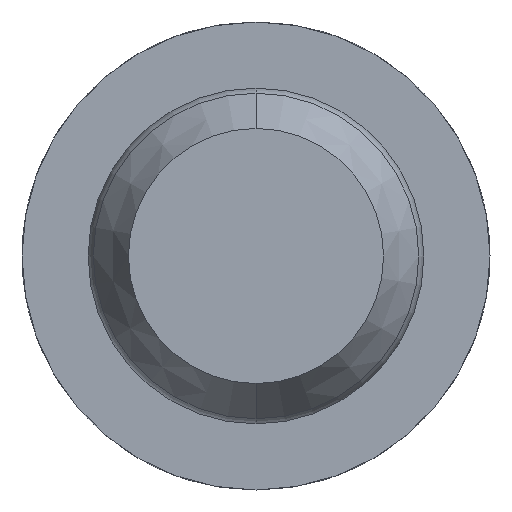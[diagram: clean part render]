
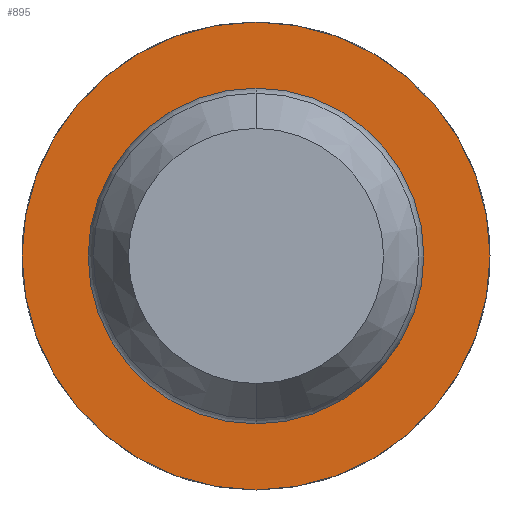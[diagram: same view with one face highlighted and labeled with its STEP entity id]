
A CAD part, front view. The second image highlights one B-rep face of the part: STEP entity #895.
In plain terms, the highlighted planar face has unit normal (0, -1, 0).
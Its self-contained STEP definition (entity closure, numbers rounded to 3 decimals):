
#19 = CARTESIAN_POINT ( 'NONE',  ( 0., -10.5, -1.15 ) ) ;
#146 = AXIS2_PLACEMENT_3D ( 'NONE', #420, #739, #1371 ) ;
#183 = VERTEX_POINT ( 'NONE', #3760 ) ;
#226 = CARTESIAN_POINT ( 'NONE',  ( 0., -10.5, 0. ) ) ;
#420 = CARTESIAN_POINT ( 'NONE',  ( 0., -10.5, 0. ) ) ;
#501 = CIRCLE ( 'NONE', #1408, 1.15 ) ;
#519 = DIRECTION ( 'NONE',  ( 0., 1., 0. ) ) ;
#561 = AXIS2_PLACEMENT_3D ( 'NONE', #1960, #2598, #2901 ) ;
#696 = CIRCLE ( 'NONE', #2243, 0.825 ) ;
#739 = DIRECTION ( 'NONE',  ( 0., 1., 0. ) ) ;
#862 = CARTESIAN_POINT ( 'NONE',  ( 0., -10.5, 0. ) ) ;
#895 = ADVANCED_FACE ( 'Defeature ausgef�hrt3_4', ( #1909, #1333 ), #1354, .F. ) ;
#905 = ORIENTED_EDGE ( 'NONE', *, *, #1186, .F. ) ;
#945 = CIRCLE ( 'NONE', #3788, 1.15 ) ;
#946 = EDGE_CURVE ( 'Defeature ausgef�hrt3_4+Defeature ausgef�hrt3_5+Defeature ausgef�hrt3_5+Defeature ausgef�hrt3_5', #3570, #2126, #1238, .T. ) ;
#1158 = DIRECTION ( 'NONE',  ( 0., 0., 1. ) ) ;
#1186 = EDGE_CURVE ( 'Defeature ausgef�hrt3_3+Defeature ausgef�hrt3_4+Defeature ausgef�hrt3_4+Defeature ausgef�hrt3_4', #1373, #183, #501, .T. ) ;
#1204 = EDGE_CURVE ( 'Defeature ausgef�hrt3_4+Defeature ausgef�hrt3_5+Defeature ausgef�hrt3_5+Defeature ausgef�hrt3_5', #2126, #3570, #696, .T. ) ;
#1238 = CIRCLE ( 'NONE', #146, 0.825 ) ;
#1272 = ORIENTED_EDGE ( 'NONE', *, *, #1204, .T. ) ;
#1333 = FACE_BOUND ( 'NONE', #1564, .T. ) ;
#1354 = PLANE ( 'NONE',  #561 ) ;
#1371 = DIRECTION ( 'NONE',  ( 0., 0., 1. ) ) ;
#1373 = VERTEX_POINT ( 'NONE', #19 ) ;
#1408 = AXIS2_PLACEMENT_3D ( 'NONE', #226, #1455, #1158 ) ;
#1455 = DIRECTION ( 'NONE',  ( 0., 1., 0. ) ) ;
#1564 = EDGE_LOOP ( 'NONE', ( #1272, #2674 ) ) ;
#1743 = EDGE_LOOP ( 'NONE', ( #2851, #905 ) ) ;
#1909 = FACE_OUTER_BOUND ( 'NONE', #1743, .T. ) ;
#1960 = CARTESIAN_POINT ( 'NONE',  ( 1.15, -10.5, 0. ) ) ;
#2076 = DIRECTION ( 'NONE',  ( 0., 0., 1. ) ) ;
#2126 = VERTEX_POINT ( 'NONE', #2218 ) ;
#2218 = CARTESIAN_POINT ( 'NONE',  ( 0., -10.5, 0.825 ) ) ;
#2243 = AXIS2_PLACEMENT_3D ( 'NONE', #3643, #3324, #2076 ) ;
#2477 = EDGE_CURVE ( 'Defeature ausgef�hrt3_3+Defeature ausgef�hrt3_4+Defeature ausgef�hrt3_4+Defeature ausgef�hrt3_4', #183, #1373, #945, .T. ) ;
#2598 = DIRECTION ( 'NONE',  ( 0., 1., 0. ) ) ;
#2674 = ORIENTED_EDGE ( 'NONE', *, *, #946, .T. ) ;
#2694 = DIRECTION ( 'NONE',  ( 0., 0., 1. ) ) ;
#2851 = ORIENTED_EDGE ( 'NONE', *, *, #2477, .F. ) ;
#2901 = DIRECTION ( 'NONE',  ( 0., 0., 1. ) ) ;
#3324 = DIRECTION ( 'NONE',  ( 0., 1., 0. ) ) ;
#3347 = CARTESIAN_POINT ( 'NONE',  ( 0., -10.5, -0.825 ) ) ;
#3570 = VERTEX_POINT ( 'NONE', #3347 ) ;
#3643 = CARTESIAN_POINT ( 'NONE',  ( 0., -10.5, 0. ) ) ;
#3760 = CARTESIAN_POINT ( 'NONE',  ( 0., -10.5, 1.15 ) ) ;
#3788 = AXIS2_PLACEMENT_3D ( 'NONE', #862, #519, #2694 ) ;
